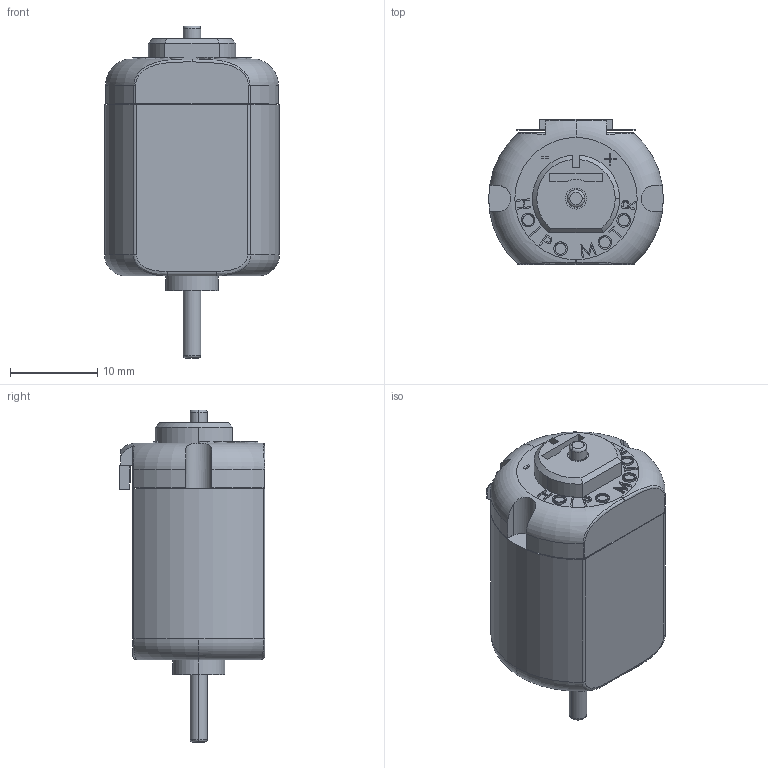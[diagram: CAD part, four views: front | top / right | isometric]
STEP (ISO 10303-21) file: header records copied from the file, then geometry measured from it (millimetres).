
FILE_DESCRIPTION (( 'STEP AP214' ), '1' );
FILE_NAME ('E3E59859-4205-403E-B533-48EFD72122BA.STEP', '2023-12-25T08:09:28', ( '' ), ( '' ), 'SwSTEP 2.0', 'SolidWorks 2022', '' );
FILE_SCHEMA (( 'AUTOMOTIVE_DESIGN' ));
Length unit declared in the file: millimetre
Products named in the file (1): E3E59859-4205-403E-B533-48EFD72122BA
Bounding box: 20 x 16.65 x 37.98 mm (x, y, z)
Volume: 6020.9 mm3; surface area: 3009 mm2
Topology: 2 solids, 2 shells, 337 faces, 886 edges, 574 vertices
Faces by surface type: plane 196, cylinder 68, bspline 51, torus 11, cone 11
Entity records: 16352 total; most frequent: CARTESIAN_POINT 6369, ORIENTED_EDGE 1772, DIRECTION 1493, EDGE_CURVE 886, VECTOR 591, LINE 591, VERTEX_POINT 574, AXIS2_PLACEMENT_3D 451
